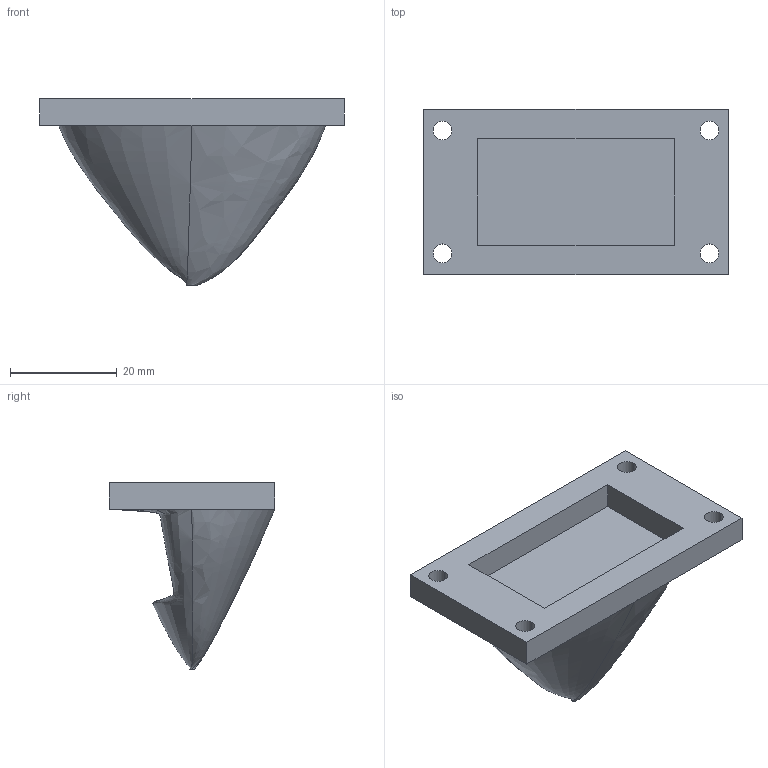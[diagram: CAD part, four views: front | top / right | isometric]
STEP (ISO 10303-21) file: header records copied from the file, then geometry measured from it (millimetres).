
FILE_DESCRIPTION (( 'STEP AP203' ), '1' );
FILE_NAME ('Head Cap_Default_sldprt.STEP', '2021-06-04T14:24:09', ( '' ), ( '' ), 'SwSTEP 2.0', 'SolidWorks 2016', '' );
FILE_SCHEMA (( 'CONFIG_CONTROL_DESIGN' ));
Length unit declared in the file: millimetre
Products named in the file (1): Head Cap_Default_sldprt
Bounding box: 57 x 31 x 35 mm (x, y, z)
Volume: 14585.4 mm3; surface area: 6918.5 mm2
Topology: 1 solids, 1 shells, 24 faces, 60 edges, 38 vertices
Faces by surface type: plane 13, cylinder 8, bspline 3
Entity records: 2088 total; most frequent: CARTESIAN_POINT 1442, ORIENTED_EDGE 118, DIRECTION 110, EDGE_CURVE 59, AXIS2_PLACEMENT_3D 38, VERTEX_POINT 38, VECTOR 34, LINE 34
